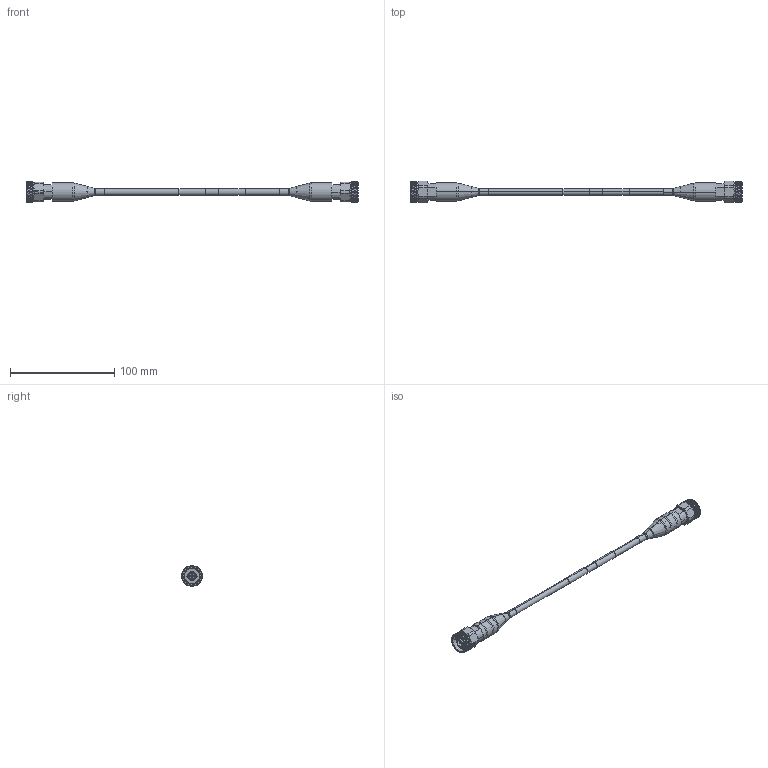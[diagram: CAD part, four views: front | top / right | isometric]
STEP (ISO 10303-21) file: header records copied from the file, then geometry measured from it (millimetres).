
FILE_DESCRIPTION (( 'STEP AP214' ), '1' );
FILE_NAME ('FMCA100103_3D.step', '2024-08-16T20:02:29', ( '' ), ( '' ), 'SwSTEP 2.0', 'SolidWorks 2022', '' );
FILE_SCHEMA (( 'AUTOMOTIVE_DESIGN' ));
Length unit declared in the file: inch
Products named in the file (4): TCOM-240-FR^FMCA100103_LABEL+PE PIM; Heat Shrink^FMCA100103_1" Long; FMCA100103_3D; TCP-240-NMC-LP
Assembly tree (5 placements, depth 2):
  FMCA100103_3D
    TCOM-240-FR^FMCA100103_LABEL+PE PIM
    TCP-240-NMC-LP  x2
    Heat Shrink^FMCA100103_1" Long  x2
Bounding box: 318.86 x 20.61 x 19.42 mm (x, y, z)
Volume: 28328.7 mm3; surface area: 24037.8 mm2
Topology: 5 solids, 5 shells, 2036 faces, 5356 edges, 3330 vertices
Faces by surface type: bspline 1284, cone 646, plane 46, torus 34, cylinder 26
Entity records: 61096 total; most frequent: CARTESIAN_POINT 43181, ORIENTED_EDGE 5378, EDGE_CURVE 2689, VERTEX_POINT 1675, DIRECTION 1642, B_SPLINE_CURVE_WITH_KNOTS 1389, EDGE_LOOP 1034, FACE_OUTER_BOUND 1026
